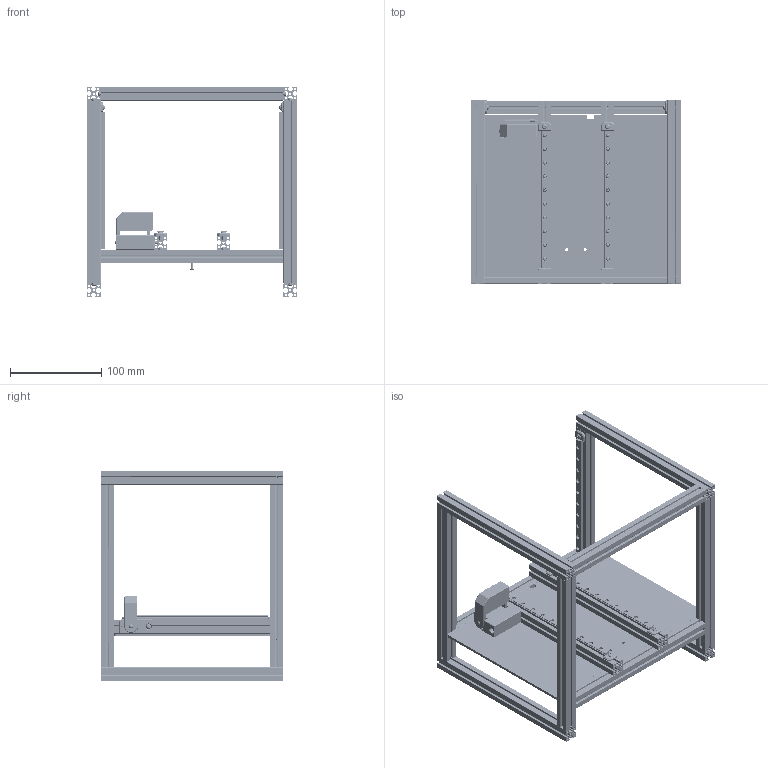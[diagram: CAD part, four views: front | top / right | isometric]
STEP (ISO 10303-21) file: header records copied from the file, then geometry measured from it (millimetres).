
FILE_DESCRIPTION(/* description */ (''),/* implementation_level */ '2;1');
FILE_NAME(/* name */ 'servo_clicky_ZeroClick.step',/* time_stamp */ '2023-02-14T18:49:36+01:00',/* author */ (''),/* organization */ (''),/* preprocessor_version */ 'ST-DEVELOPER v19.2',/* originating_system */ 'Autodesk Translation Framework v11.17.0.187',/* authorisation */ '');
FILE_SCHEMA (('AUTOMOTIVE_DESIGN { 1 0 10303 214 3 1 1 }'));
Products named in the file (43): tri-zero_servo_clicky; MG90S Servo; Case; Component3; Cutting Tool; Servo Mount; hardware; M3x6_BHCS; M3x35 BHCS-1; V0 Reference; Mid_Panel (1); Frame; MGN7_150mm; MGN7_150mm-1; MGN7_150mm-2; MGN7_150mm-3; MGN7-1; M2_Hex_Adapter_Parametric; M2_Hex_Nut; M2x6 BHCS-1; 1515_200mm-1; 1515_200mm-3; 1515_200mm-4; 1515_200mm-5; 1515_200mm-8; 1515_200mm-9; 1515_200mm-10; 1515_200mm-11; 1515_200mm-15; 1515_200mm-16; M3x10 BHCS-1; Railstops; 1515_200mm-2; M3x8 BHCS-1 (1); M3x6 BHCS-1; Clicky Dock ZeroClick; ZeroClick Probe (1); M2x10 self tapping screw for plastic-1; M3x4_Threaded_Insert; M2.5x4 BHCS ...
Assembly tree (157 placements, depth 5):
  tri-zero_servo_clicky
    MG90S Servo
      Case
      Component3
      Cutting Tool
    Servo Mount
    hardware
      M3x6_BHCS  x2
      M3x35 BHCS-1
    V0 Reference
      Mid_Panel (1)
      Frame
        Railstops  x6
        MGN7_150mm
          MGN7-1
          M2_Hex_Adapter_Parametric
          M2_Hex_Nut  x10
          M2x6 BHCS-1  x10
        MGN7_150mm-1
          MGN7-1
          M2_Hex_Adapter_Parametric
          M2_Hex_Nut  x10
          M2x6 BHCS-1  x10
        MGN7_150mm-2
          MGN7-1
          M2_Hex_Adapter_Parametric
          M2_Hex_Nut  x10
          M2x6 BHCS-1  x10
        MGN7_150mm-3
          MGN7-1
          M2_Hex_Adapter_Parametric
          M2_Hex_Nut  x10
          M2x6 BHCS-1  x10
        1515_200mm-1
        1515_200mm-3
        1515_200mm-4
        1515_200mm-5
        1515_200mm-2  x3
        1515_200mm-8
        1515_200mm-9
        1515_200mm-10
        1515_200mm-11
        1515_200mm-15
        1515_200mm-16
        M3x8 BHCS-1 (1)  x20
        M3x6 BHCS-1  x4
        M3x10 BHCS-1
    Clicky Dock ZeroClick
      ZeroClick Probe (1)
      M2x10 self tapping screw for plastic-1  x2
      M3x4_Threaded_Insert
      M2.5x4 BHCS
      Dock Main
      Dock Front
      6x3 Magnet
Bounding box: 230.12 x 200 x 230 mm (x, y, z)
Volume: 465572.7 mm3; surface area: 542682.8 mm2
Topology: 150 solids, 150 shells, 6045 faces, 14844 edges, 9273 vertices
Faces by surface type: plane 2969, cylinder 1501, cone 1307, bspline 232, sphere 29, torus 7
Full cylindrical faces by diameter (mm): 1.28 x22, 1.4 x2, 1.6 x2, 2 x80, 2.2 x18, 2.4 x82, 2.5 x2, 2.55 x81, 3 x51, 3.4 x14, 3.75 x2, 3.8 x42, 4 x4, 4.2 x40, 4.56 x1, 4.6 x1, 5.05 x1, 5.16 x1, 5.56 x1, 5.7 x28, 5.8 x1, 6 x7, 6.1 x3
Entity records: 100893 total; most frequent: CARTESIAN_POINT 24358, ORIENTED_EDGE 16046, DIRECTION 15591, EDGE_CURVE 8023, VERTEX_POINT 5229, AXIS2_PLACEMENT_3D 5207, LINE 5177, VECTOR 5177
